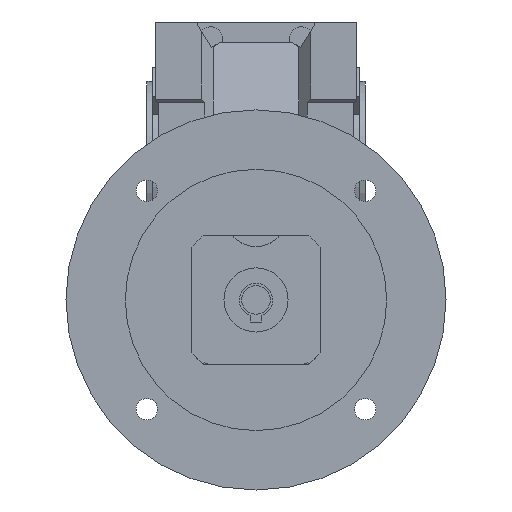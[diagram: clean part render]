
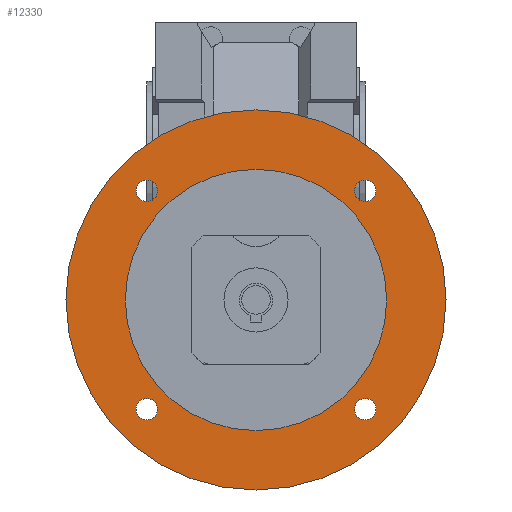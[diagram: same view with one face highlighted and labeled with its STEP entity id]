
A CAD part, front view. The second image highlights one B-rep face of the part: STEP entity #12330.
In plain terms, the highlighted planar face has unit normal (0, -1, 0).
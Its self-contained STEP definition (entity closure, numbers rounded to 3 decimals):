
#4387=CARTESIAN_POINT('',(0.,-53.,-57.));
#4388=DIRECTION('',(0.,-1.,0.));
#4389=DIRECTION('',(-1.,0.,0.));
#4390=AXIS2_PLACEMENT_3D('',#4387,#4388,#4389);
#4392=CARTESIAN_POINT('',(0.,-53.,-57.));
#4393=DIRECTION('',(0.,-1.,0.));
#4394=DIRECTION('',(1.,0.,0.));
#4395=AXIS2_PLACEMENT_3D('',#4392,#4393,#4394);
#4397=CARTESIAN_POINT('',(0.,-53.,-57.));
#4398=DIRECTION('',(0.,-1.,0.));
#4399=DIRECTION('',(-1.,0.,0.));
#4400=AXIS2_PLACEMENT_3D('',#4397,#4398,#4399);
#4402=CARTESIAN_POINT('',(0.,-53.,-57.));
#4403=DIRECTION('',(0.,-1.,0.));
#4404=DIRECTION('',(1.,0.,0.));
#4405=AXIS2_PLACEMENT_3D('',#4402,#4403,#4404);
#4407=CARTESIAN_POINT('',(45.962,-53.,-102.962));
#4408=DIRECTION('',(0.,-1.,0.));
#4409=DIRECTION('',(-1.,0.,0.));
#4410=AXIS2_PLACEMENT_3D('',#4407,#4408,#4409);
#4412=CARTESIAN_POINT('',(45.962,-53.,-102.962));
#4413=DIRECTION('',(0.,-1.,0.));
#4414=DIRECTION('',(1.,0.,0.));
#4415=AXIS2_PLACEMENT_3D('',#4412,#4413,#4414);
#4417=CARTESIAN_POINT('',(45.962,-53.,-11.038));
#4418=DIRECTION('',(0.,-1.,0.));
#4419=DIRECTION('',(-1.,0.,0.));
#4420=AXIS2_PLACEMENT_3D('',#4417,#4418,#4419);
#4422=CARTESIAN_POINT('',(45.962,-53.,-11.038));
#4423=DIRECTION('',(0.,-1.,0.));
#4424=DIRECTION('',(1.,0.,0.));
#4425=AXIS2_PLACEMENT_3D('',#4422,#4423,#4424);
#4427=CARTESIAN_POINT('',(-45.962,-53.,-11.038));
#4428=DIRECTION('',(0.,-1.,0.));
#4429=DIRECTION('',(-1.,0.,0.));
#4430=AXIS2_PLACEMENT_3D('',#4427,#4428,#4429);
#4432=CARTESIAN_POINT('',(-45.962,-53.,-11.038));
#4433=DIRECTION('',(0.,-1.,0.));
#4434=DIRECTION('',(1.,0.,0.));
#4435=AXIS2_PLACEMENT_3D('',#4432,#4433,#4434);
#4437=CARTESIAN_POINT('',(-45.962,-53.,-102.962));
#4438=DIRECTION('',(0.,-1.,0.));
#4439=DIRECTION('',(-1.,0.,0.));
#4440=AXIS2_PLACEMENT_3D('',#4437,#4438,#4439);
#4442=CARTESIAN_POINT('',(-45.962,-53.,-102.962));
#4443=DIRECTION('',(0.,-1.,0.));
#4444=DIRECTION('',(1.,0.,0.));
#4445=AXIS2_PLACEMENT_3D('',#4442,#4443,#4444);
#6181=CARTESIAN_POINT('',(-80.,-53.,-57.));
#6182=CARTESIAN_POINT('',(80.,-53.,-57.));
#6183=VERTEX_POINT('',#6181);
#6184=VERTEX_POINT('',#6182);
#6205=CARTESIAN_POINT('',(-55.,-53.,-57.));
#6206=CARTESIAN_POINT('',(55.,-53.,-57.));
#6207=VERTEX_POINT('',#6205);
#6208=VERTEX_POINT('',#6206);
#6225=CARTESIAN_POINT('',(41.462,-53.,-102.962));
#6226=CARTESIAN_POINT('',(50.462,-53.,-102.962));
#6227=VERTEX_POINT('',#6225);
#6228=VERTEX_POINT('',#6226);
#6229=CARTESIAN_POINT('',(41.462,-53.,-11.038));
#6230=CARTESIAN_POINT('',(50.462,-53.,-11.038));
#6231=VERTEX_POINT('',#6229);
#6232=VERTEX_POINT('',#6230);
#6233=CARTESIAN_POINT('',(-50.462,-53.,-11.038));
#6234=CARTESIAN_POINT('',(-41.462,-53.,-11.038));
#6235=VERTEX_POINT('',#6233);
#6236=VERTEX_POINT('',#6234);
#6237=CARTESIAN_POINT('',(-50.462,-53.,-102.962));
#6238=CARTESIAN_POINT('',(-41.462,-53.,-102.962));
#6239=VERTEX_POINT('',#6237);
#6240=VERTEX_POINT('',#6238);
#12290=CARTESIAN_POINT('',(0.,-53.,0.));
#12291=DIRECTION('',(0.,-1.,0.));
#12292=DIRECTION('',(-1.,0.,0.));
#12293=AXIS2_PLACEMENT_3D('',#12290,#12291,#12292);
#12294=PLANE('',#12293);
#12296=ORIENTED_EDGE('',*,*,#12295,.F.);
#12298=ORIENTED_EDGE('',*,*,#12297,.F.);
#12299=EDGE_LOOP('',(#12296,#12298));
#12300=FACE_OUTER_BOUND('',#12299,.F.);
#12301=ORIENTED_EDGE('',*,*,#12280,.T.);
#12303=ORIENTED_EDGE('',*,*,#12302,.T.);
#12304=EDGE_LOOP('',(#12301,#12303));
#12305=FACE_BOUND('',#12304,.F.);
#12307=ORIENTED_EDGE('',*,*,#12306,.T.);
#12309=ORIENTED_EDGE('',*,*,#12308,.T.);
#12310=EDGE_LOOP('',(#12307,#12309));
#12311=FACE_BOUND('',#12310,.F.);
#12313=ORIENTED_EDGE('',*,*,#12312,.T.);
#12315=ORIENTED_EDGE('',*,*,#12314,.T.);
#12316=EDGE_LOOP('',(#12313,#12315));
#12317=FACE_BOUND('',#12316,.F.);
#12319=ORIENTED_EDGE('',*,*,#12318,.T.);
#12321=ORIENTED_EDGE('',*,*,#12320,.T.);
#12322=EDGE_LOOP('',(#12319,#12321));
#12323=FACE_BOUND('',#12322,.F.);
#12325=ORIENTED_EDGE('',*,*,#12324,.T.);
#12327=ORIENTED_EDGE('',*,*,#12326,.T.);
#12328=EDGE_LOOP('',(#12325,#12327));
#12329=FACE_BOUND('',#12328,.F.);
#4391=CIRCLE('',#4390,80.);
#4396=CIRCLE('',#4395,80.);
#4401=CIRCLE('',#4400,55.);
#4406=CIRCLE('',#4405,55.);
#4411=CIRCLE('',#4410,4.5);
#4416=CIRCLE('',#4415,4.5);
#4421=CIRCLE('',#4420,4.5);
#4426=CIRCLE('',#4425,4.5);
#4431=CIRCLE('',#4430,4.5);
#4436=CIRCLE('',#4435,4.5);
#4441=CIRCLE('',#4440,4.5);
#4446=CIRCLE('',#4445,4.5);
#12280=EDGE_CURVE('',#6207,#6208,#4401,.T.);
#12295=EDGE_CURVE('',#6183,#6184,#4391,.T.);
#12297=EDGE_CURVE('',#6184,#6183,#4396,.T.);
#12302=EDGE_CURVE('',#6208,#6207,#4406,.T.);
#12306=EDGE_CURVE('',#6227,#6228,#4411,.T.);
#12308=EDGE_CURVE('',#6228,#6227,#4416,.T.);
#12312=EDGE_CURVE('',#6231,#6232,#4421,.T.);
#12314=EDGE_CURVE('',#6232,#6231,#4426,.T.);
#12318=EDGE_CURVE('',#6235,#6236,#4431,.T.);
#12320=EDGE_CURVE('',#6236,#6235,#4436,.T.);
#12324=EDGE_CURVE('',#6239,#6240,#4441,.T.);
#12326=EDGE_CURVE('',#6240,#6239,#4446,.T.);
#12330=ADVANCED_FACE('',(#12300,#12305,#12311,#12317,#12323,#12329),#12294,.T.);
